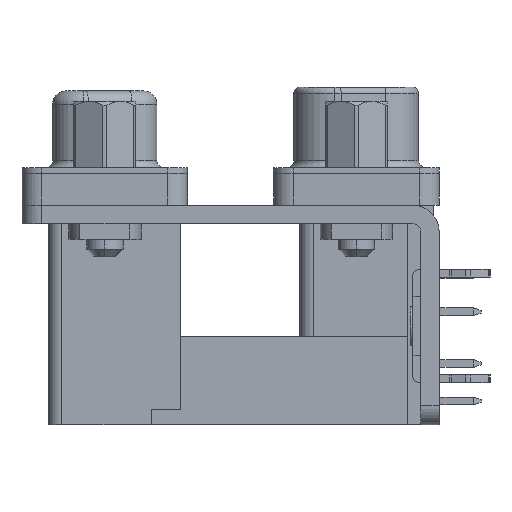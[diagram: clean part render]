
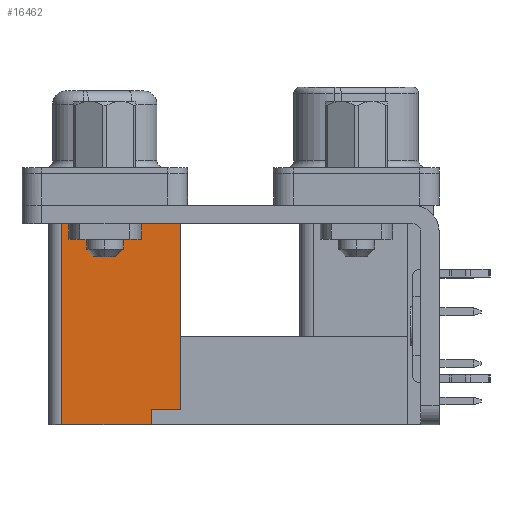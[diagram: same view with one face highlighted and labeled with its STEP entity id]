
A CAD part, left-side view. The second image highlights one B-rep face of the part: STEP entity #16462.
In plain terms, the highlighted planar face has unit normal (-1, 0, 0).
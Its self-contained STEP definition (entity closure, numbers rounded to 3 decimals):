
#233 = EDGE_LOOP ( 'NONE', ( #26220, #26401, #26257, #26577, #26312, #26240, #26497 ) ) ;
#3605 = DIRECTION ( 'NONE',  ( 0., 0., 1. ) ) ;
#3610 = CARTESIAN_POINT ( 'NONE',  ( -27.96, 13.321, -19.499 ) ) ;
#3735 = DIRECTION ( 'NONE',  ( 0., 0., 1. ) ) ;
#3748 = CARTESIAN_POINT ( 'NONE',  ( -27.96, 22.321, -19.499 ) ) ;
#5752 = CARTESIAN_POINT ( 'NONE',  ( -27.96, 22.321, -18.35 ) ) ;
#5759 = DIRECTION ( 'NONE',  ( 0., 1., 0. ) ) ;
#5827 = DIRECTION ( 'NONE',  ( 0., 0., 1. ) ) ;
#5830 = CARTESIAN_POINT ( 'NONE',  ( -27.96, 13.321, -19.499 ) ) ;
#5929 = CARTESIAN_POINT ( 'NONE',  ( -27.96, 15.521, -19.499 ) ) ;
#5935 = DIRECTION ( 'NONE',  ( 0., 0., -1. ) ) ;
#6037 = CARTESIAN_POINT ( 'NONE',  ( -27.96, 22.321, -2.85 ) ) ;
#6047 = DIRECTION ( 'NONE',  ( 0., 1., 0. ) ) ;
#6165 = DIRECTION ( 'NONE',  ( 0., 1., 0. ) ) ;
#6167 = CARTESIAN_POINT ( 'NONE',  ( -27.96, 22.321, -19.499 ) ) ;
#9477 = VERTEX_POINT ( 'NONE', #9881 ) ;
#9613 = VERTEX_POINT ( 'NONE', #10099 ) ;
#9881 = CARTESIAN_POINT ( 'NONE',  ( -27.96, 22.321, -19.499 ) ) ;
#10099 = CARTESIAN_POINT ( 'NONE',  ( -27.96, 15.521, -19.499 ) ) ;
#10358 = VERTEX_POINT ( 'NONE', #10631 ) ;
#10449 = VERTEX_POINT ( 'NONE', #10711 ) ;
#10631 = CARTESIAN_POINT ( 'NONE',  ( -27.96, 15.521, -18.35 ) ) ;
#10710 = VERTEX_POINT ( 'NONE', #32467 ) ;
#10711 = CARTESIAN_POINT ( 'NONE',  ( -27.96, 13.321, -18.35 ) ) ;
#10831 = VERTEX_POINT ( 'NONE', #32570 ) ;
#10880 = VERTEX_POINT ( 'NONE', #32619 ) ;
#11430 = AXIS2_PLACEMENT_3D ( 'NONE', #19760, #19761, #19762 ) ;
#16462 = ADVANCED_FACE ( 'NONE', ( #39145 ), #19752, .F. ) ;
#19752 = PLANE ( 'NONE',  #11430 ) ;
#19760 = CARTESIAN_POINT ( 'NONE',  ( -27.96, 22.321, -19.499 ) ) ;
#19761 = DIRECTION ( 'NONE',  ( 1., 0., 0. ) ) ;
#19762 = DIRECTION ( 'NONE',  ( 0., 0., -1. ) ) ;
#24867 = EDGE_CURVE ( 'NONE', #10449, #10358, #31539, .T. ) ;
#24902 = EDGE_CURVE ( 'NONE', #10831, #10710, #31606, .T. ) ;
#24948 = EDGE_CURVE ( 'NONE', #10358, #9613, #41904, .T. ) ;
#26220 = ORIENTED_EDGE ( 'NONE', *, *, #24867, .F. ) ;
#26240 = ORIENTED_EDGE ( 'NONE', *, *, #39346, .F. ) ;
#26257 = ORIENTED_EDGE ( 'NONE', *, *, #24902, .T. ) ;
#26312 = ORIENTED_EDGE ( 'NONE', *, *, #39474, .F. ) ;
#26401 = ORIENTED_EDGE ( 'NONE', *, *, #39431, .T. ) ;
#26497 = ORIENTED_EDGE ( 'NONE', *, *, #24948, .F. ) ;
#26577 = ORIENTED_EDGE ( 'NONE', *, *, #39291, .T. ) ;
#31539 = LINE ( 'NONE', #5752, #31544 ) ;
#31544 = VECTOR ( 'NONE', #5759, 1000. ) ;
#31606 = LINE ( 'NONE', #5830, #31608 ) ;
#31608 = VECTOR ( 'NONE', #5827, 1000. ) ;
#32467 = CARTESIAN_POINT ( 'NONE',  ( -27.96, 13.321, -2.85 ) ) ;
#32570 = CARTESIAN_POINT ( 'NONE',  ( -27.96, 13.321, -12.8 ) ) ;
#32619 = CARTESIAN_POINT ( 'NONE',  ( -27.96, 22.321, -2.85 ) ) ;
#39145 = FACE_OUTER_BOUND ( 'NONE', #233, .T. ) ;
#39291 = EDGE_CURVE ( 'NONE', #10710, #10880, #42002, .T. ) ;
#39346 = EDGE_CURVE ( 'NONE', #9613, #9477, #42100, .T. ) ;
#39431 = EDGE_CURVE ( 'NONE', #10449, #10831, #42254, .T. ) ;
#39474 = EDGE_CURVE ( 'NONE', #9477, #10880, #42332, .T. ) ;
#41904 = LINE ( 'NONE', #5929, #41909 ) ;
#41909 = VECTOR ( 'NONE', #5935, 1000. ) ;
#42002 = LINE ( 'NONE', #6037, #42007 ) ;
#42007 = VECTOR ( 'NONE', #6047, 1000. ) ;
#42100 = LINE ( 'NONE', #6167, #42102 ) ;
#42102 = VECTOR ( 'NONE', #6165, 1000. ) ;
#42254 = LINE ( 'NONE', #3610, #42256 ) ;
#42256 = VECTOR ( 'NONE', #3605, 1000. ) ;
#42332 = LINE ( 'NONE', #3748, #42334 ) ;
#42334 = VECTOR ( 'NONE', #3735, 1000. ) ;
